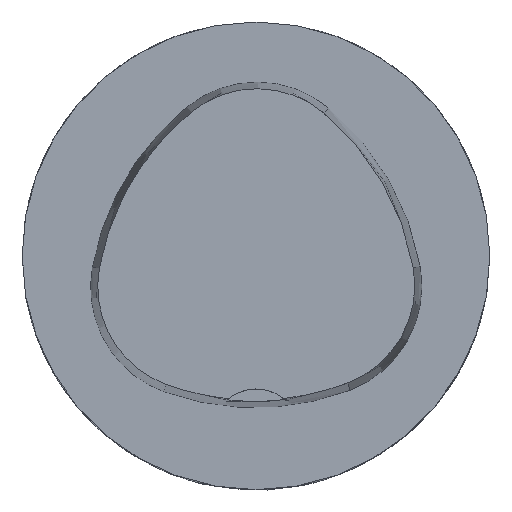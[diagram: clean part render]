
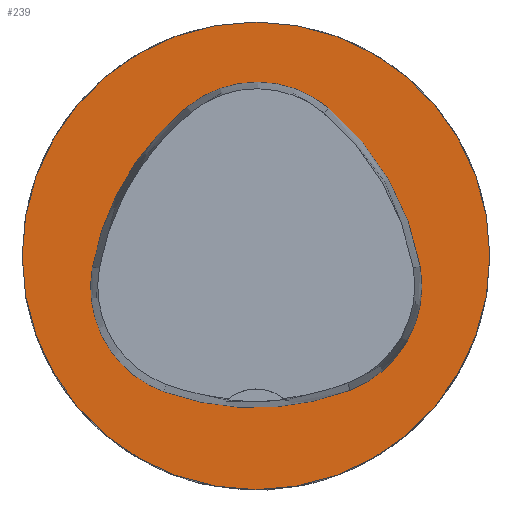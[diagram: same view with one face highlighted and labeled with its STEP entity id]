
A CAD part, top view. The second image highlights one B-rep face of the part: STEP entity #239.
In plain terms, the highlighted planar face has unit normal (0, 0, 1).
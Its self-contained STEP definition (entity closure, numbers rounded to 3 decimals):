
#190=PLANE('',#804);
#239=ADVANCED_FACE('',(#289,#290),#190,.T.);
#289=FACE_BOUND('',#330,.T.);
#290=FACE_BOUND('',#331,.T.);
#330=EDGE_LOOP('',(#425,#426,#427,#428,#429,#430));
#331=EDGE_LOOP('',(#431));
#425=ORIENTED_EDGE('',*,*,#567,.T.);
#426=ORIENTED_EDGE('',*,*,#547,.T.);
#427=ORIENTED_EDGE('',*,*,#551,.T.);
#428=ORIENTED_EDGE('',*,*,#554,.T.);
#429=ORIENTED_EDGE('',*,*,#557,.T.);
#430=ORIENTED_EDGE('',*,*,#565,.T.);
#431=ORIENTED_EDGE('',*,*,#538,.F.);
#491=VERTEX_POINT('',#1215);
#500=VERTEX_POINT('',#1234);
#501=VERTEX_POINT('',#1235);
#504=VERTEX_POINT('',#1243);
#506=VERTEX_POINT('',#1249);
#508=VERTEX_POINT('',#1255);
#515=VERTEX_POINT('',#1276);
#538=EDGE_CURVE('',#491,#491,#592,.T.);
#547=EDGE_CURVE('',#500,#501,#593,.T.);
#551=EDGE_CURVE('',#501,#504,#595,.T.);
#554=EDGE_CURVE('',#504,#506,#597,.T.);
#557=EDGE_CURVE('',#506,#508,#599,.T.);
#565=EDGE_CURVE('',#508,#515,#603,.T.);
#567=EDGE_CURVE('',#515,#500,#605,.T.);
#592=CIRCLE('',#775,31.5);
#593=CIRCLE('',#781,36.);
#595=CIRCLE('',#784,15.);
#597=CIRCLE('',#787,36.);
#599=CIRCLE('',#790,15.);
#603=CIRCLE('',#795,36.);
#605=CIRCLE('',#798,15.);
#775=AXIS2_PLACEMENT_3D('',#1214,#909,#910);
#781=AXIS2_PLACEMENT_3D('',#1233,#925,#926);
#784=AXIS2_PLACEMENT_3D('',#1242,#933,#934);
#787=AXIS2_PLACEMENT_3D('',#1248,#940,#941);
#790=AXIS2_PLACEMENT_3D('',#1254,#947,#948);
#795=AXIS2_PLACEMENT_3D('',#1277,#959,#960);
#798=AXIS2_PLACEMENT_3D('',#1280,#965,#966);
#804=AXIS2_PLACEMENT_3D('',#1286,#977,#978);
#909=DIRECTION('',(0.,0.,-1.));
#910=DIRECTION('',(-1.,0.,0.));
#925=DIRECTION('',(0.,0.,-1.));
#926=DIRECTION('',(-1.,0.,0.));
#933=DIRECTION('',(0.,0.,-1.));
#934=DIRECTION('',(-1.,0.,0.));
#940=DIRECTION('',(0.,0.,-1.));
#941=DIRECTION('',(-1.,0.,0.));
#947=DIRECTION('',(0.,0.,-1.));
#948=DIRECTION('',(-1.,0.,0.));
#959=DIRECTION('',(0.,0.,-1.));
#960=DIRECTION('',(-1.,0.,0.));
#965=DIRECTION('',(0.,0.,-1.));
#966=DIRECTION('',(-1.,0.,0.));
#977=DIRECTION('',(0.,0.,1.));
#978=DIRECTION('',(1.,0.,0.));
#1214=CARTESIAN_POINT('',(0.,0.,0.));
#1215=CARTESIAN_POINT('',(-31.5,0.,0.));
#1233=CARTESIAN_POINT('',(13.398,-7.893,0.));
#1234=CARTESIAN_POINT('',(-22.041,-1.562,0.));
#1235=CARTESIAN_POINT('',(-9.317,20.036,0.));
#1242=CARTESIAN_POINT('',(0.148,8.399,0.));
#1243=CARTESIAN_POINT('',(9.779,19.898,0.));
#1248=CARTESIAN_POINT('',(-13.337,-7.7,0.));
#1249=CARTESIAN_POINT('',(22.122,-1.48,0.));
#1254=CARTESIAN_POINT('',(7.347,-4.071,0.));
#1255=CARTESIAN_POINT('',(12.693,-18.087,0.));
#1276=CARTESIAN_POINT('',(-12.373,-18.307,0.));
#1277=CARTESIAN_POINT('',(-0.137,15.55,0.));
#1280=CARTESIAN_POINT('',(-7.275,-4.2,0.));
#1286=CARTESIAN_POINT('',(0.,0.,0.));
